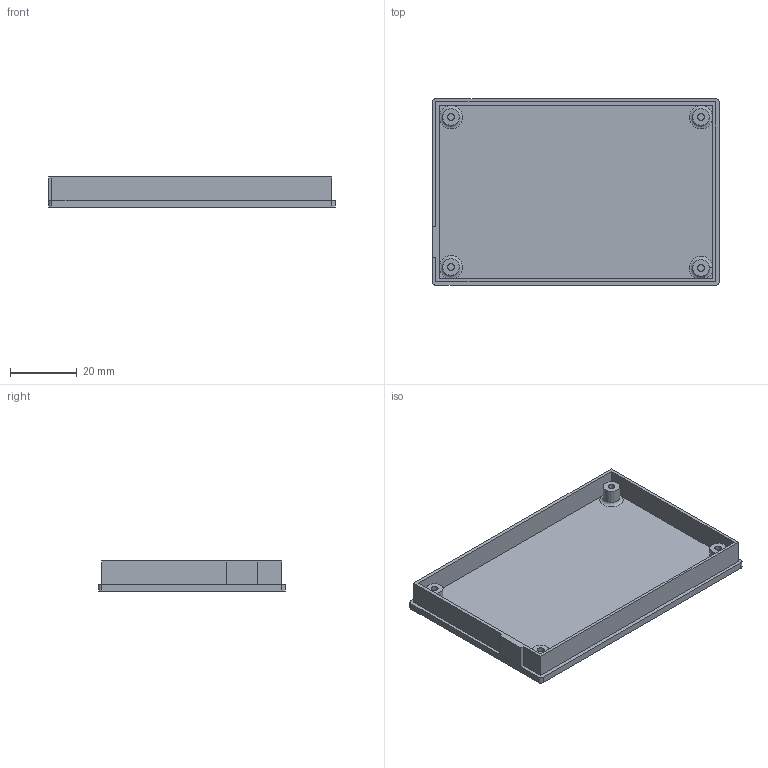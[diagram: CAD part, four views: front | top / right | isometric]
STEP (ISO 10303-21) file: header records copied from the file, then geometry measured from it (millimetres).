
FILE_DESCRIPTION(('FreeCAD Model'),'2;1');
FILE_NAME('Open CASCADE Shape Model','2025-05-19T10:45:13',(''),(''), 'Open CASCADE STEP processor 7.7','FreeCAD','Unknown');
FILE_SCHEMA(('AUTOMOTIVE_DESIGN { 1 0 10303 214 1 1 1 1 }'));
Length unit declared in the file: millimetre
Products named in the file (1): Fillet002
Bounding box: 86 x 56 x 9 mm (x, y, z)
Volume: 11786.1 mm3; surface area: 14426.4 mm2
Topology: 1 solids, 1 shells, 46 faces, 99 edges, 64 vertices
Faces by surface type: plane 28, cylinder 12, torus 5, bspline 1
Full cylindrical faces by diameter (mm): 2 x4, 5 x4
Entity records: 1300 total; most frequent: CARTESIAN_POINT 249, DIRECTION 223, ORIENTED_EDGE 198, EDGE_CURVE 99, AXIS2_PLACEMENT_3D 81, VERTEX_POINT 64, LINE 61, VECTOR 61
